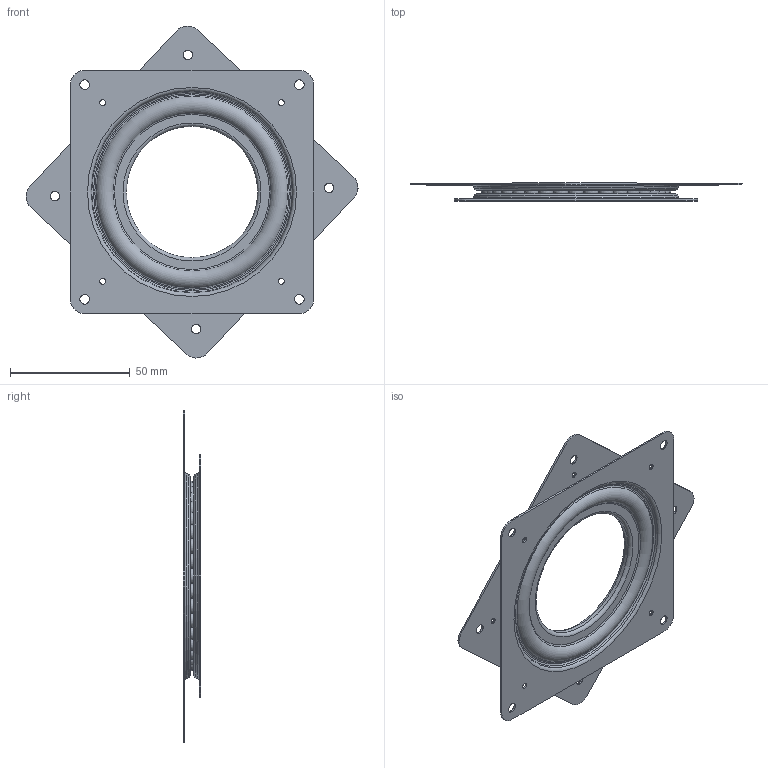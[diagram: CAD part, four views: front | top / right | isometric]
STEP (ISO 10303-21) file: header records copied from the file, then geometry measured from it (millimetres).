
FILE_DESCRIPTION(/* description */ (''),/* implementation_level */ '2;1');
FILE_NAME(/* name */ '4C8135.stp',/* time_stamp */ '2019-12-10T09:19:00-08:00',/* author */ ('Phillips Lenovo'),/* organization */ ('Autodesk Inc.'),/* preprocessor_version */ 'ST-DEVELOPER v18',/* originating_system */ 'Autodesk Inventor 2020',/* authorisation */ '');
FILE_SCHEMA (('AUTOMOTIVE_DESIGN { 1 0 10303 214 3 1 1 }'));
Length unit declared in the file: inch
Products named in the file (4): 4C8135; MSTR 4 Inch Locking Race_7719a; MSTR 4 Inch Plain Race_2823; MSTR Suzie Ball_Balls4
Assembly tree (38 placements, depth 2):
  4C8135
    MSTR 4 Inch Locking Race_7719a
    MSTR 4 Inch Plain Race_2823
    MSTR Suzie Ball_Balls4  x36
Bounding box: 138.68 x 7.39 x 138.68 mm (x, y, z)
Volume: 18007.2 mm3; surface area: 41330.8 mm2
Topology: 38 solids, 38 shells, 114 faces, 356 edges, 256 vertices
Faces by surface type: sphere 36, cylinder 28, torus 24, plane 22, cone 4
Full cylindrical faces by diameter (mm): 2.388 x8, 3.962 x8, 54.864 x1, 56.337 x1, 58.75 x1, 63.581 x1
Entity records: 3482 total; most frequent: DIRECTION 684, CARTESIAN_POINT 556, ORIENTED_EDGE 498, AXIS2_PLACEMENT_3D 314, EDGE_CURVE 249, CIRCLE 193, VERTEX_POINT 186, EDGE_LOOP 125
